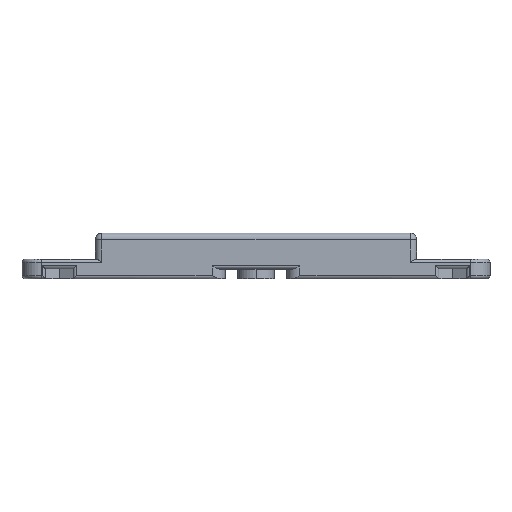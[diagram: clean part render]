
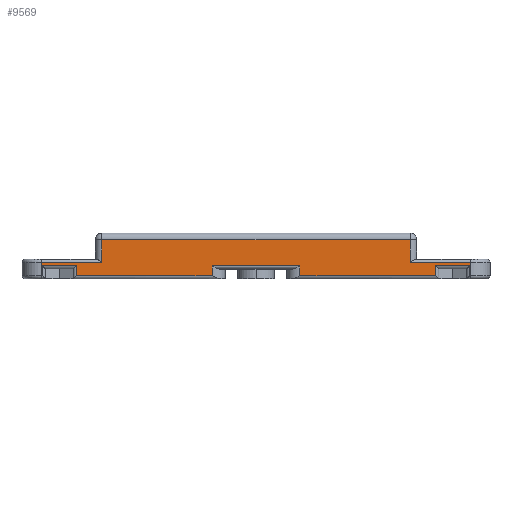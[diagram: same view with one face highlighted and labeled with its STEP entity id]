
A CAD part, front view. The second image highlights one B-rep face of the part: STEP entity #9569.
In plain terms, the highlighted planar face has unit normal (0, -1, 0).
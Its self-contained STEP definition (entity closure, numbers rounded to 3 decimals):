
#2177=DIRECTION('',(-1.,0.,0.));
#2178=VECTOR('',#2177,0.1);
#2179=CARTESIAN_POINT('',(32.7,-23.5,0.5));
#2180=LINE('',#2179,#2178);
#2181=DIRECTION('',(0.,0.,-1.));
#2182=VECTOR('',#2181,1.55);
#2183=CARTESIAN_POINT('',(32.6,-23.5,2.05));
#2184=LINE('',#2183,#2182);
#2185=DIRECTION('',(1.,0.,0.));
#2186=VECTOR('',#2185,5.2);
#2187=CARTESIAN_POINT('',(27.4,-23.5,2.05));
#2188=LINE('',#2187,#2186);
#2189=DIRECTION('',(0.,0.,1.));
#2190=VECTOR('',#2189,1.55);
#2191=CARTESIAN_POINT('',(27.4,-23.5,0.5));
#2192=LINE('',#2191,#2190);
#2193=DIRECTION('',(-1.,0.,0.));
#2194=VECTOR('',#2193,20.7);
#2195=CARTESIAN_POINT('',(27.4,-23.5,0.5));
#2196=LINE('',#2195,#2194);
#2197=DIRECTION('',(0.,0.,-1.));
#2198=VECTOR('',#2197,1.5);
#2199=CARTESIAN_POINT('',(6.7,-23.5,2.));
#2200=LINE('',#2199,#2198);
#2201=DIRECTION('',(-1.,0.,0.));
#2202=VECTOR('',#2201,13.4);
#2203=CARTESIAN_POINT('',(6.7,-23.5,2.));
#2204=LINE('',#2203,#2202);
#2205=DIRECTION('',(0.,0.,1.));
#2206=VECTOR('',#2205,1.5);
#2207=CARTESIAN_POINT('',(-6.7,-23.5,0.5));
#2208=LINE('',#2207,#2206);
#2209=DIRECTION('',(-1.,0.,0.));
#2210=VECTOR('',#2209,20.7);
#2211=CARTESIAN_POINT('',(-6.7,-23.5,0.5));
#2212=LINE('',#2211,#2210);
#2213=DIRECTION('',(0.,0.,-1.));
#2214=VECTOR('',#2213,1.55);
#2215=CARTESIAN_POINT('',(-27.4,-23.5,2.05));
#2216=LINE('',#2215,#2214);
#2217=DIRECTION('',(1.,0.,0.));
#2218=VECTOR('',#2217,5.2);
#2219=CARTESIAN_POINT('',(-32.6,-23.5,2.05));
#2220=LINE('',#2219,#2218);
#2221=DIRECTION('',(0.,0.,1.));
#2222=VECTOR('',#2221,1.55);
#2223=CARTESIAN_POINT('',(-32.6,-23.5,0.5));
#2224=LINE('',#2223,#2222);
#2225=DIRECTION('',(-1.,0.,0.));
#2226=VECTOR('',#2225,0.1);
#2227=CARTESIAN_POINT('',(-32.6,-23.5,0.5));
#2228=LINE('',#2227,#2226);
#2229=DIRECTION('',(0.,0.,1.));
#2230=VECTOR('',#2229,2.);
#2231=CARTESIAN_POINT('',(-32.7,-23.5,0.5));
#2232=LINE('',#2231,#2230);
#2233=DIRECTION('',(1.,0.,0.));
#2234=VECTOR('',#2233,9.2);
#2235=CARTESIAN_POINT('',(-32.7,-23.5,2.5));
#2236=LINE('',#2235,#2234);
#2237=DIRECTION('',(-1.,0.,0.));
#2238=VECTOR('',#2237,47.);
#2239=CARTESIAN_POINT('',(23.5,-23.5,6.));
#2240=LINE('',#2239,#2238);
#2241=DIRECTION('',(1.,0.,0.));
#2242=VECTOR('',#2241,9.2);
#2243=CARTESIAN_POINT('',(23.5,-23.5,2.5));
#2244=LINE('',#2243,#2242);
#2245=DIRECTION('',(0.,0.,-1.));
#2246=VECTOR('',#2245,2.);
#2247=CARTESIAN_POINT('',(32.7,-23.5,2.5));
#2248=LINE('',#2247,#2246);
#2548=DIRECTION('',(0.,0.,1.));
#2549=VECTOR('',#2548,3.5);
#2550=CARTESIAN_POINT('',(23.5,-23.5,2.5));
#2551=LINE('',#2550,#2549);
#3115=DIRECTION('',(0.,0.,-1.));
#3116=VECTOR('',#3115,3.5);
#3117=CARTESIAN_POINT('',(-23.5,-23.5,6.));
#3118=LINE('',#3117,#3116);
#6446=CARTESIAN_POINT('',(23.5,-23.5,6.));
#6447=CARTESIAN_POINT('',(-23.5,-23.5,6.));
#6448=VERTEX_POINT('',#6446);
#6449=VERTEX_POINT('',#6447);
#7400=CARTESIAN_POINT('',(32.7,-23.5,0.5));
#7401=CARTESIAN_POINT('',(32.6,-23.5,0.5));
#7402=VERTEX_POINT('',#7400);
#7403=VERTEX_POINT('',#7401);
#7412=CARTESIAN_POINT('',(32.6,-23.5,2.05));
#7413=VERTEX_POINT('',#7412);
#7418=CARTESIAN_POINT('',(27.4,-23.5,2.05));
#7419=VERTEX_POINT('',#7418);
#7422=CARTESIAN_POINT('',(27.4,-23.5,0.5));
#7423=VERTEX_POINT('',#7422);
#7424=CARTESIAN_POINT('',(6.7,-23.5,0.5));
#7425=VERTEX_POINT('',#7424);
#7428=CARTESIAN_POINT('',(6.7,-23.5,2.));
#7429=VERTEX_POINT('',#7428);
#7434=CARTESIAN_POINT('',(-6.7,-23.5,2.));
#7435=VERTEX_POINT('',#7434);
#7442=CARTESIAN_POINT('',(-6.7,-23.5,0.5));
#7443=VERTEX_POINT('',#7442);
#7444=CARTESIAN_POINT('',(-27.4,-23.5,0.5));
#7445=VERTEX_POINT('',#7444);
#7448=CARTESIAN_POINT('',(-27.4,-23.5,2.05));
#7449=VERTEX_POINT('',#7448);
#7454=CARTESIAN_POINT('',(-32.6,-23.5,2.05));
#7455=VERTEX_POINT('',#7454);
#7458=CARTESIAN_POINT('',(-32.6,-23.5,0.5));
#7459=VERTEX_POINT('',#7458);
#7470=CARTESIAN_POINT('',(-32.7,-23.5,0.5));
#7471=VERTEX_POINT('',#7470);
#7502=CARTESIAN_POINT('',(-32.7,-23.5,2.5));
#7503=CARTESIAN_POINT('',(-23.5,-23.5,2.5));
#7504=VERTEX_POINT('',#7502);
#7505=VERTEX_POINT('',#7503);
#7550=CARTESIAN_POINT('',(32.7,-23.5,2.5));
#7551=VERTEX_POINT('',#7550);
#7554=CARTESIAN_POINT('',(23.5,-23.5,2.5));
#7555=VERTEX_POINT('',#7554);
#9524=CARTESIAN_POINT('',(-35.7,-23.5,7.));
#9525=DIRECTION('',(0.,-1.,0.));
#9526=DIRECTION('',(0.,0.,-1.));
#9527=AXIS2_PLACEMENT_3D('',#9524,#9525,#9526);
#9528=PLANE('',#9527);
#9530=ORIENTED_EDGE('',*,*,#9529,.T.);
#9532=ORIENTED_EDGE('',*,*,#9531,.F.);
#9534=ORIENTED_EDGE('',*,*,#9533,.F.);
#9536=ORIENTED_EDGE('',*,*,#9535,.F.);
#9538=ORIENTED_EDGE('',*,*,#9537,.T.);
#9540=ORIENTED_EDGE('',*,*,#9539,.F.);
#9542=ORIENTED_EDGE('',*,*,#9541,.T.);
#9543=ORIENTED_EDGE('',*,*,#9502,.F.);
#9544=ORIENTED_EDGE('',*,*,#9515,.T.);
#9546=ORIENTED_EDGE('',*,*,#9545,.F.);
#9548=ORIENTED_EDGE('',*,*,#9547,.F.);
#9550=ORIENTED_EDGE('',*,*,#9549,.F.);
#9552=ORIENTED_EDGE('',*,*,#9551,.T.);
#9554=ORIENTED_EDGE('',*,*,#9553,.T.);
#9556=ORIENTED_EDGE('',*,*,#9555,.T.);
#9558=ORIENTED_EDGE('',*,*,#9557,.F.);
#9560=ORIENTED_EDGE('',*,*,#9559,.F.);
#9562=ORIENTED_EDGE('',*,*,#9561,.F.);
#9564=ORIENTED_EDGE('',*,*,#9563,.T.);
#9566=ORIENTED_EDGE('',*,*,#9565,.T.);
#9567=EDGE_LOOP('',(#9530,#9532,#9534,#9536,#9538,#9540,#9542,#9543,#9544,#9546,
#9548,#9550,#9552,#9554,#9556,#9558,#9560,#9562,#9564,#9566));
#9568=FACE_OUTER_BOUND('',#9567,.F.);
#9569=ADVANCED_FACE('',(#9568),#9528,.T.);
#9502=EDGE_CURVE('',#7443,#7435,#2208,.T.);
#9515=EDGE_CURVE('',#7443,#7445,#2212,.T.);
#9529=EDGE_CURVE('',#7402,#7403,#2180,.T.);
#9531=EDGE_CURVE('',#7413,#7403,#2184,.T.);
#9533=EDGE_CURVE('',#7419,#7413,#2188,.T.);
#9535=EDGE_CURVE('',#7423,#7419,#2192,.T.);
#9537=EDGE_CURVE('',#7423,#7425,#2196,.T.);
#9539=EDGE_CURVE('',#7429,#7425,#2200,.T.);
#9541=EDGE_CURVE('',#7429,#7435,#2204,.T.);
#9545=EDGE_CURVE('',#7449,#7445,#2216,.T.);
#9547=EDGE_CURVE('',#7455,#7449,#2220,.T.);
#9549=EDGE_CURVE('',#7459,#7455,#2224,.T.);
#9551=EDGE_CURVE('',#7459,#7471,#2228,.T.);
#9553=EDGE_CURVE('',#7471,#7504,#2232,.T.);
#9555=EDGE_CURVE('',#7504,#7505,#2236,.T.);
#9557=EDGE_CURVE('',#6449,#7505,#3118,.T.);
#9559=EDGE_CURVE('',#6448,#6449,#2240,.T.);
#9561=EDGE_CURVE('',#7555,#6448,#2551,.T.);
#9563=EDGE_CURVE('',#7555,#7551,#2244,.T.);
#9565=EDGE_CURVE('',#7551,#7402,#2248,.T.);
